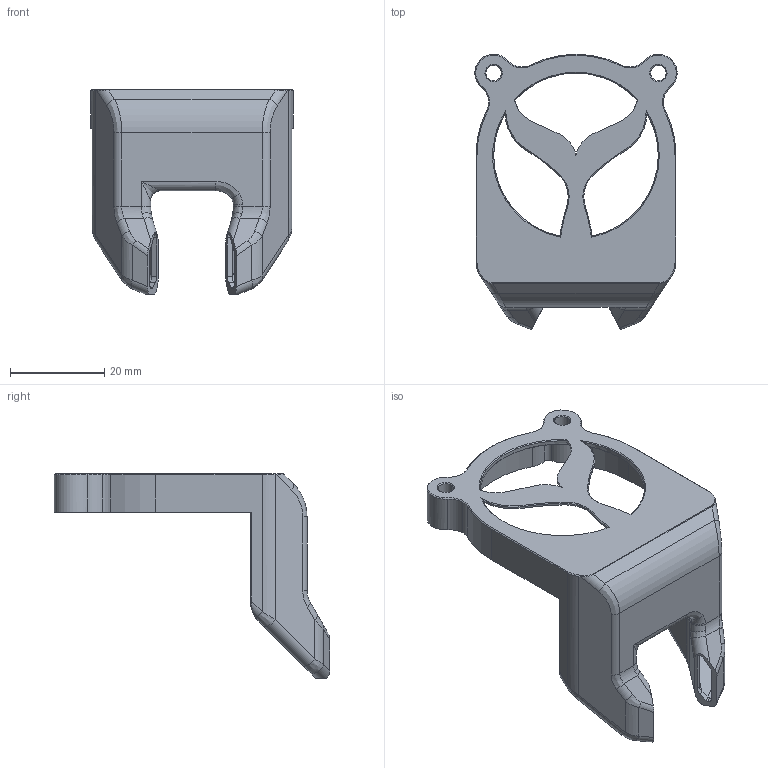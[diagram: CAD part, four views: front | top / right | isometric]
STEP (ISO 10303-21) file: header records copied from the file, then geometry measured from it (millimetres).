
FILE_DESCRIPTION (( 'STEP AP203' ), '1' );
FILE_NAME ('4020·çµÀ_TT.STEP', '2023-07-26T11:05:03', ( 'Leo' ), ( '' ), 'SwSTEP 2.0', 'SolidWorks 2018', '' );
FILE_SCHEMA (( 'CONFIG_CONTROL_DESIGN' ));
Length unit declared in the file: millimetre
Products named in the file (1): 4020瑞耋_TT
Bounding box: 43 x 58.5 x 43.5 mm (x, y, z)
Volume: 6959.2 mm3; surface area: 11265.2 mm2
Topology: 1 solids, 1 shells, 335 faces, 838 edges, 496 vertices
Faces by surface type: cylinder 143, plane 69, bspline 66, cone 35, torus 19, sphere 3
Entity records: 11014 total; most frequent: CARTESIAN_POINT 3457, ORIENTED_EDGE 1664, DIRECTION 1524, EDGE_CURVE 832, AXIS2_PLACEMENT_3D 583, VERTEX_POINT 496, VECTOR 358, LINE 358
